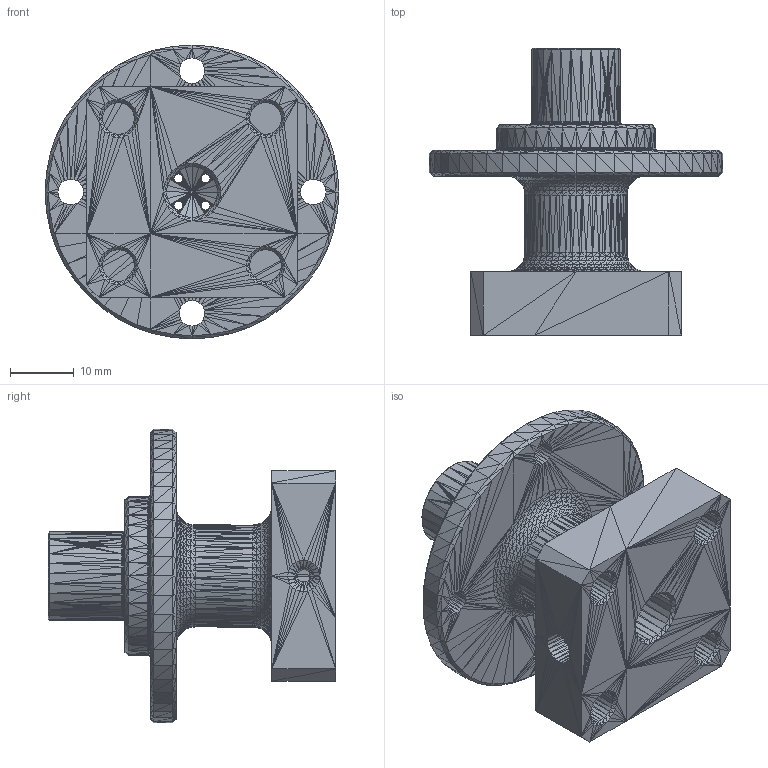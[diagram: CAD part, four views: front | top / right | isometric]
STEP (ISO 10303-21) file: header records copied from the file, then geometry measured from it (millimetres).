
FILE_DESCRIPTION(('CAx-IF Rec.Pracs.---Model Styling and Organization---1.5---2016-08-15','CAx-IF Rec.Pracs.---Geometric and Assembly Validation Properties---4.4---2016-08-17','CAx-IF Rec.Pracs.---User Defined Attributes---1.5---2016-08-15','CAx-IF Rec.Pracs.---External References---2.1---2005-01-19'),'2;1');
FILE_NAME('P37_Injector_Lower_Ox_Valve_Flange.stp','2024-10-11T23:51:44',('Unspecified'),('Unspecified'),'CAD Exchanger 3.8.0 (cadexchanger.com)','Unspecified','');
FILE_SCHEMA(('AUTOMOTIVE_DESIGN { 1 0 10303 214 1 1 1 1 }'));
Products named in the file (1): P37_Injector_Lower_Ox_Valve_Flange.SLDPRT
Bounding box: 46 x 45 x 46 mm (x, y, z)
Surface area: 9998.7 mm2 (no closed solid volume)
Topology: 0 solids, 6530 shells, 6530 faces, 19590 edges, 19590 vertices
Faces by surface type: plane 6530
Entity records: 71844 total; most frequent: CARTESIAN_POINT 26120, DIRECTION 13060, FACE_SURFACE 6530, FACE_OUTER_BOUND 6530, POLY_LOOP 6530, PLANE 6530, AXIS2_PLACEMENT_3D 6530, APPLICATION_CONTEXT 1
